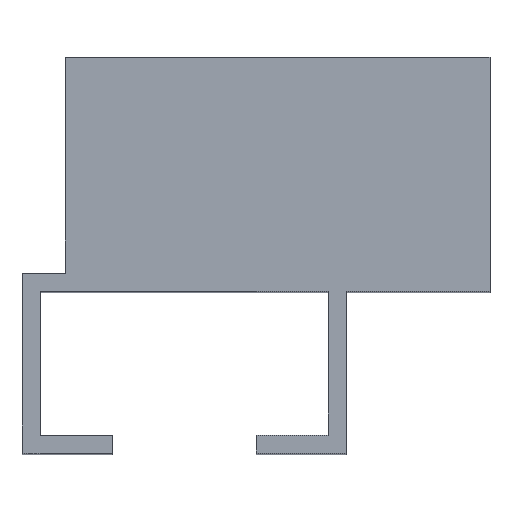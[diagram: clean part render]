
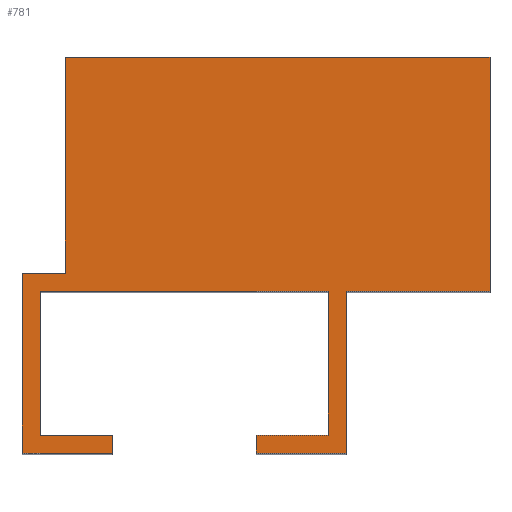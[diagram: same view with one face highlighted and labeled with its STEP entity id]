
A CAD part, top view. The second image highlights one B-rep face of the part: STEP entity #781.
In plain terms, the highlighted planar face has unit normal (0, 0, 1).
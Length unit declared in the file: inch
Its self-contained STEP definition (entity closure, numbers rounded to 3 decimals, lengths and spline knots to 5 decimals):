
#20=LINE('',#1114,#104);
#51=LINE('',#1182,#135);
#60=LINE('',#1208,#144);
#63=LINE('',#1216,#147);
#66=LINE('',#1222,#150);
#69=LINE('',#1228,#153);
#72=LINE('',#1234,#156);
#75=LINE('',#1238,#159);
#77=LINE('',#1243,#161);
#80=LINE('',#1249,#164);
#83=LINE('',#1255,#167);
#86=LINE('',#1261,#170);
#89=LINE('',#1267,#173);
#92=LINE('',#1273,#176);
#95=LINE('',#1279,#179);
#98=LINE('',#1283,#182);
#104=VECTOR('',#910,0.3937);
#135=VECTOR('',#969,0.3937);
#144=VECTOR('',#1000,0.3937);
#147=VECTOR('',#1005,0.3937);
#150=VECTOR('',#1010,0.3937);
#153=VECTOR('',#1015,0.3937);
#156=VECTOR('',#1020,0.3937);
#159=VECTOR('',#1025,0.3937);
#161=VECTOR('',#1029,0.3937);
#164=VECTOR('',#1034,0.3937);
#167=VECTOR('',#1039,0.3937);
#170=VECTOR('',#1044,0.3937);
#173=VECTOR('',#1049,0.3937);
#176=VECTOR('',#1054,0.3937);
#179=VECTOR('',#1059,0.3937);
#182=VECTOR('',#1064,0.3937);
#213=PLANE('',#861);
#271=FACE_OUTER_BOUND('',#329,.T.);
#329=EDGE_LOOP('',(#703,#704,#705,#706,#707,#708,#709,#710,#711,#712,#713,
#714,#715,#716,#717,#718));
#368=VERTEX_POINT('',#1112);
#369=VERTEX_POINT('',#1113);
#392=VERTEX_POINT('',#1180);
#398=VERTEX_POINT('',#1206);
#401=VERTEX_POINT('',#1213);
#402=VERTEX_POINT('',#1215);
#404=VERTEX_POINT('',#1221);
#406=VERTEX_POINT('',#1227);
#408=VERTEX_POINT('',#1233);
#410=VERTEX_POINT('',#1242);
#412=VERTEX_POINT('',#1248);
#414=VERTEX_POINT('',#1254);
#416=VERTEX_POINT('',#1260);
#418=VERTEX_POINT('',#1266);
#420=VERTEX_POINT('',#1272);
#422=VERTEX_POINT('',#1278);
#440=EDGE_CURVE('',#368,#369,#20,.T.);
#475=EDGE_CURVE('',#368,#392,#51,.T.);
#488=EDGE_CURVE('',#398,#369,#60,.T.);
#491=EDGE_CURVE('',#402,#401,#63,.T.);
#494=EDGE_CURVE('',#404,#402,#66,.T.);
#497=EDGE_CURVE('',#406,#404,#69,.T.);
#500=EDGE_CURVE('',#408,#406,#72,.T.);
#503=EDGE_CURVE('',#392,#408,#75,.T.);
#505=EDGE_CURVE('',#410,#398,#77,.T.);
#508=EDGE_CURVE('',#412,#410,#80,.T.);
#511=EDGE_CURVE('',#414,#412,#83,.T.);
#514=EDGE_CURVE('',#416,#414,#86,.T.);
#517=EDGE_CURVE('',#418,#416,#89,.T.);
#520=EDGE_CURVE('',#420,#418,#92,.T.);
#523=EDGE_CURVE('',#422,#420,#95,.T.);
#526=EDGE_CURVE('',#401,#422,#98,.T.);
#703=ORIENTED_EDGE('',*,*,#526,.T.);
#704=ORIENTED_EDGE('',*,*,#523,.T.);
#705=ORIENTED_EDGE('',*,*,#520,.T.);
#706=ORIENTED_EDGE('',*,*,#517,.T.);
#707=ORIENTED_EDGE('',*,*,#514,.T.);
#708=ORIENTED_EDGE('',*,*,#511,.T.);
#709=ORIENTED_EDGE('',*,*,#508,.T.);
#710=ORIENTED_EDGE('',*,*,#505,.T.);
#711=ORIENTED_EDGE('',*,*,#488,.T.);
#712=ORIENTED_EDGE('',*,*,#440,.F.);
#713=ORIENTED_EDGE('',*,*,#475,.T.);
#714=ORIENTED_EDGE('',*,*,#503,.T.);
#715=ORIENTED_EDGE('',*,*,#500,.T.);
#716=ORIENTED_EDGE('',*,*,#497,.T.);
#717=ORIENTED_EDGE('',*,*,#494,.T.);
#718=ORIENTED_EDGE('',*,*,#491,.T.);
#781=ADVANCED_FACE('',(#271),#213,.T.);
#861=AXIS2_PLACEMENT_3D('',#1284,#1065,#1066);
#910=DIRECTION('',(0.,1.,0.));
#969=DIRECTION('',(-1.,0.,0.));
#1000=DIRECTION('',(-1.,0.,0.));
#1005=DIRECTION('',(0.,1.,0.));
#1010=DIRECTION('',(-1.,0.,0.));
#1015=DIRECTION('',(0.,1.,0.));
#1020=DIRECTION('',(1.,0.,0.));
#1025=DIRECTION('',(0.,-1.,0.));
#1029=DIRECTION('',(0.,1.,0.));
#1034=DIRECTION('',(1.,0.,0.));
#1039=DIRECTION('',(0.,1.,0.));
#1044=DIRECTION('',(1.,0.,0.));
#1049=DIRECTION('',(0.,-1.,0.));
#1054=DIRECTION('',(-1.,0.,0.));
#1059=DIRECTION('',(0.,-1.,0.));
#1064=DIRECTION('',(1.,0.,0.));
#1065=DIRECTION('center_axis',(0.,0.,1.));
#1066=DIRECTION('ref_axis',(1.,0.,0.));
#1112=CARTESIAN_POINT('',(-0.825,0.125,6.75));
#1113=CARTESIAN_POINT('',(-0.825,1.625,6.75));
#1114=CARTESIAN_POINT('',(-0.825,0.125,6.75));
#1180=CARTESIAN_POINT('',(-1.125,0.125,6.75));
#1182=CARTESIAN_POINT('',(2.125,0.125,6.75));
#1206=CARTESIAN_POINT('',(2.125,1.625,6.75));
#1208=CARTESIAN_POINT('',(2.125,1.625,6.75));
#1213=CARTESIAN_POINT('',(-1.,0.,6.75));
#1215=CARTESIAN_POINT('',(-1.,-1.,6.75));
#1216=CARTESIAN_POINT('',(-1.,-1.,6.75));
#1221=CARTESIAN_POINT('',(-0.5,-1.,6.75));
#1222=CARTESIAN_POINT('',(-0.5,-1.,6.75));
#1227=CARTESIAN_POINT('',(-0.5,-1.125,6.75));
#1228=CARTESIAN_POINT('',(-0.5,-1.125,6.75));
#1233=CARTESIAN_POINT('',(-1.125,-1.125,6.75));
#1234=CARTESIAN_POINT('',(-1.125,-1.125,6.75));
#1238=CARTESIAN_POINT('',(-1.125,0.125,6.75));
#1242=CARTESIAN_POINT('',(2.125,0.,6.75));
#1243=CARTESIAN_POINT('',(2.125,0.,6.75));
#1248=CARTESIAN_POINT('',(1.125,0.,6.75));
#1249=CARTESIAN_POINT('',(1.125,0.,6.75));
#1254=CARTESIAN_POINT('',(1.125,-1.125,6.75));
#1255=CARTESIAN_POINT('',(1.125,-1.125,6.75));
#1260=CARTESIAN_POINT('',(0.5,-1.125,6.75));
#1261=CARTESIAN_POINT('',(0.5,-1.125,6.75));
#1266=CARTESIAN_POINT('',(0.5,-1.,6.75));
#1267=CARTESIAN_POINT('',(0.5,-1.,6.75));
#1272=CARTESIAN_POINT('',(1.,-1.,6.75));
#1273=CARTESIAN_POINT('',(1.,-1.,6.75));
#1278=CARTESIAN_POINT('',(1.,0.,6.75));
#1279=CARTESIAN_POINT('',(1.,0.,6.75));
#1283=CARTESIAN_POINT('',(-1.,0.,6.75));
#1284=CARTESIAN_POINT('Origin',(0.25472,-0.3408,6.75));
